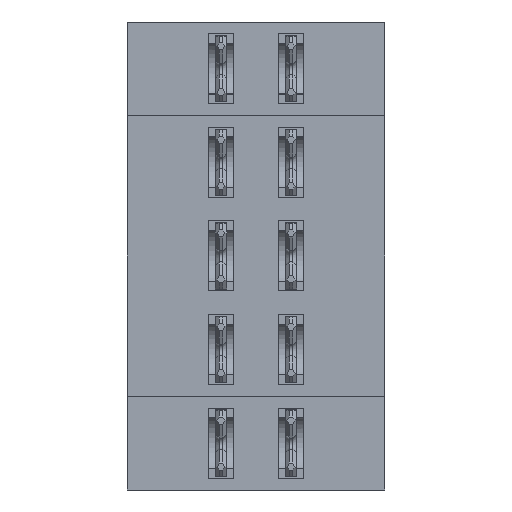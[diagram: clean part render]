
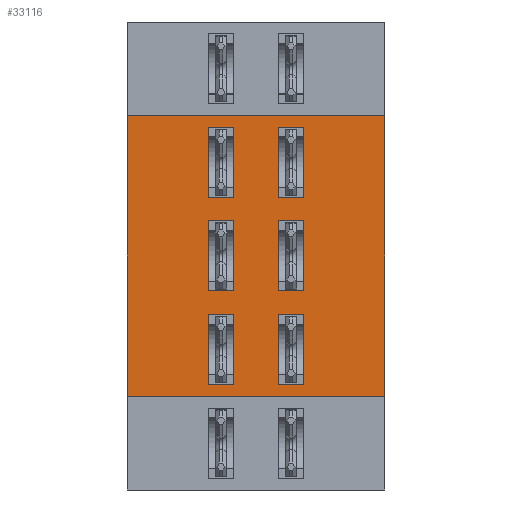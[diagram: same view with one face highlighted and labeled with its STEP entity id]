
A CAD part, front view. The second image highlights one B-rep face of the part: STEP entity #33116.
In plain terms, the highlighted planar face has unit normal (0, -1, 0).
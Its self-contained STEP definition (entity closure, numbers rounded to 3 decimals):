
#724=ORIENTED_EDGE('',*,*,#7998,.T.);
#725=ORIENTED_EDGE('',*,*,#7950,.F.);
#726=ORIENTED_EDGE('',*,*,#8043,.F.);
#727=ORIENTED_EDGE('',*,*,#8044,.T.);
#728=ORIENTED_EDGE('',*,*,#8021,.F.);
#729=ORIENTED_EDGE('',*,*,#8017,.F.);
#730=ORIENTED_EDGE('',*,*,#8028,.F.);
#731=ORIENTED_EDGE('',*,*,#8003,.F.);
#732=ORIENTED_EDGE('',*,*,#8045,.F.);
#733=ORIENTED_EDGE('',*,*,#8046,.F.);
#734=ORIENTED_EDGE('',*,*,#8047,.F.);
#735=ORIENTED_EDGE('',*,*,#8048,.F.);
#736=ORIENTED_EDGE('',*,*,#8049,.F.);
#737=ORIENTED_EDGE('',*,*,#8050,.F.);
#738=ORIENTED_EDGE('',*,*,#8051,.F.);
#739=ORIENTED_EDGE('',*,*,#8052,.F.);
#740=ORIENTED_EDGE('',*,*,#8053,.F.);
#741=ORIENTED_EDGE('',*,*,#8054,.F.);
#742=ORIENTED_EDGE('',*,*,#8055,.F.);
#743=ORIENTED_EDGE('',*,*,#8056,.F.);
#744=ORIENTED_EDGE('',*,*,#8057,.F.);
#745=ORIENTED_EDGE('',*,*,#8058,.F.);
#746=ORIENTED_EDGE('',*,*,#8059,.F.);
#747=ORIENTED_EDGE('',*,*,#8060,.F.);
#748=ORIENTED_EDGE('',*,*,#8061,.F.);
#749=ORIENTED_EDGE('',*,*,#8062,.F.);
#750=ORIENTED_EDGE('',*,*,#8063,.F.);
#751=ORIENTED_EDGE('',*,*,#8064,.F.);
#7950=EDGE_CURVE('',#11626,#11627,#14015,.T.);
#7998=EDGE_CURVE('',#11662,#11627,#14062,.T.);
#8003=EDGE_CURVE('',#11665,#11666,#14067,.T.);
#8017=EDGE_CURVE('',#11677,#11678,#14079,.T.);
#8021=EDGE_CURVE('',#11678,#11665,#14083,.T.);
#8028=EDGE_CURVE('',#11666,#11677,#14089,.T.);
#8043=EDGE_CURVE('',#11693,#11626,#14101,.T.);
#8044=EDGE_CURVE('',#11693,#11662,#14102,.T.);
#8045=EDGE_CURVE('',#11694,#11695,#14103,.T.);
#8046=EDGE_CURVE('',#11696,#11694,#14104,.T.);
#8047=EDGE_CURVE('',#11697,#11696,#14105,.T.);
#8048=EDGE_CURVE('',#11695,#11697,#14106,.T.);
#8049=EDGE_CURVE('',#11698,#11699,#14107,.T.);
#8050=EDGE_CURVE('',#11700,#11698,#14108,.T.);
#8051=EDGE_CURVE('',#11701,#11700,#14109,.T.);
#8052=EDGE_CURVE('',#11699,#11701,#14110,.T.);
#8053=EDGE_CURVE('',#11702,#11703,#14111,.T.);
#8054=EDGE_CURVE('',#11704,#11702,#14112,.T.);
#8055=EDGE_CURVE('',#11705,#11704,#14113,.T.);
#8056=EDGE_CURVE('',#11703,#11705,#14114,.T.);
#8057=EDGE_CURVE('',#11706,#11707,#14115,.T.);
#8058=EDGE_CURVE('',#11708,#11706,#14116,.T.);
#8059=EDGE_CURVE('',#11709,#11708,#14117,.T.);
#8060=EDGE_CURVE('',#11707,#11709,#14118,.T.);
#8061=EDGE_CURVE('',#11710,#11711,#14119,.T.);
#8062=EDGE_CURVE('',#11712,#11710,#14120,.T.);
#8063=EDGE_CURVE('',#11713,#11712,#14121,.T.);
#8064=EDGE_CURVE('',#11711,#11713,#14122,.T.);
#11626=VERTEX_POINT('',#42575);
#11627=VERTEX_POINT('',#42577);
#11662=VERTEX_POINT('',#42667);
#11665=VERTEX_POINT('',#42677);
#11666=VERTEX_POINT('',#42678);
#11677=VERTEX_POINT('',#42707);
#11678=VERTEX_POINT('',#42708);
#11693=VERTEX_POINT('',#42757);
#11694=VERTEX_POINT('',#42760);
#11695=VERTEX_POINT('',#42761);
#11696=VERTEX_POINT('',#42763);
#11697=VERTEX_POINT('',#42765);
#11698=VERTEX_POINT('',#42768);
#11699=VERTEX_POINT('',#42769);
#11700=VERTEX_POINT('',#42771);
#11701=VERTEX_POINT('',#42773);
#11702=VERTEX_POINT('',#42776);
#11703=VERTEX_POINT('',#42777);
#11704=VERTEX_POINT('',#42779);
#11705=VERTEX_POINT('',#42781);
#11706=VERTEX_POINT('',#42784);
#11707=VERTEX_POINT('',#42785);
#11708=VERTEX_POINT('',#42787);
#11709=VERTEX_POINT('',#42789);
#11710=VERTEX_POINT('',#42792);
#11711=VERTEX_POINT('',#42793);
#11712=VERTEX_POINT('',#42795);
#11713=VERTEX_POINT('',#42797);
#14015=LINE('',#42576,#17419);
#14062=LINE('',#42666,#17466);
#14067=LINE('',#42676,#17471);
#14079=LINE('',#42706,#17483);
#14083=LINE('',#42715,#17487);
#14089=LINE('',#42727,#17493);
#14101=LINE('',#42756,#17505);
#14102=LINE('',#42758,#17506);
#14103=LINE('',#42759,#17507);
#14104=LINE('',#42762,#17508);
#14105=LINE('',#42764,#17509);
#14106=LINE('',#42766,#17510);
#14107=LINE('',#42767,#17511);
#14108=LINE('',#42770,#17512);
#14109=LINE('',#42772,#17513);
#14110=LINE('',#42774,#17514);
#14111=LINE('',#42775,#17515);
#14112=LINE('',#42778,#17516);
#14113=LINE('',#42780,#17517);
#14114=LINE('',#42782,#17518);
#14115=LINE('',#42783,#17519);
#14116=LINE('',#42786,#17520);
#14117=LINE('',#42788,#17521);
#14118=LINE('',#42790,#17522);
#14119=LINE('',#42791,#17523);
#14120=LINE('',#42794,#17524);
#14121=LINE('',#42796,#17525);
#14122=LINE('',#42798,#17526);
#17419=VECTOR('',#36028,1000.);
#17466=VECTOR('',#36091,1000.);
#17471=VECTOR('',#36100,1000.);
#17483=VECTOR('',#36124,1000.);
#17487=VECTOR('',#36130,1000.);
#17493=VECTOR('',#36142,1000.);
#17505=VECTOR('',#36170,1000.);
#17506=VECTOR('',#36171,1000.);
#17507=VECTOR('',#36172,1000.);
#17508=VECTOR('',#36173,1000.);
#17509=VECTOR('',#36174,1000.);
#17510=VECTOR('',#36175,1000.);
#17511=VECTOR('',#36176,1000.);
#17512=VECTOR('',#36177,1000.);
#17513=VECTOR('',#36178,1000.);
#17514=VECTOR('',#36179,1000.);
#17515=VECTOR('',#36180,1000.);
#17516=VECTOR('',#36181,1000.);
#17517=VECTOR('',#36182,1000.);
#17518=VECTOR('',#36183,1000.);
#17519=VECTOR('',#36184,1000.);
#17520=VECTOR('',#36185,1000.);
#17521=VECTOR('',#36186,1000.);
#17522=VECTOR('',#36187,1000.);
#17523=VECTOR('',#36188,1000.);
#17524=VECTOR('',#36189,1000.);
#17525=VECTOR('',#36190,1000.);
#17526=VECTOR('',#36191,1000.);
#20733=EDGE_LOOP('',(#724,#725,#726,#727));
#20734=EDGE_LOOP('',(#728,#729,#730,#731));
#20735=EDGE_LOOP('',(#732,#733,#734,#735));
#20736=EDGE_LOOP('',(#736,#737,#738,#739));
#20737=EDGE_LOOP('',(#740,#741,#742,#743));
#20738=EDGE_LOOP('',(#744,#745,#746,#747));
#20739=EDGE_LOOP('',(#748,#749,#750,#751));
#22046=FACE_BOUND('',#20733,.T.);
#22047=FACE_BOUND('',#20734,.T.);
#22048=FACE_BOUND('',#20735,.T.);
#22049=FACE_BOUND('',#20736,.T.);
#22050=FACE_BOUND('',#20737,.T.);
#22051=FACE_BOUND('',#20738,.T.);
#22052=FACE_BOUND('',#20739,.T.);
#23359=PLANE('',#34374);
#33116=ADVANCED_FACE('',(#22046,#22047,#22048,#22049,#22050,#22051,#22052),
#23359,.F.);
#34374=AXIS2_PLACEMENT_3D('',#42755,#36168,#36169);
#36028=DIRECTION('',(-1.,0.,0.));
#36091=DIRECTION('',(0.,0.,-1.));
#36100=DIRECTION('',(-1.,0.,0.));
#36124=DIRECTION('',(1.,0.,0.));
#36130=DIRECTION('',(0.,0.,1.));
#36142=DIRECTION('',(0.,0.,-1.));
#36168=DIRECTION('',(0.,1.,0.));
#36169=DIRECTION('',(1.,0.,0.));
#36170=DIRECTION('',(0.,0.,-1.));
#36171=DIRECTION('',(-1.,0.,0.));
#36172=DIRECTION('',(1.,0.,0.));
#36173=DIRECTION('',(0.,0.,-1.));
#36174=DIRECTION('',(-1.,0.,0.));
#36175=DIRECTION('',(0.,0.,1.));
#36176=DIRECTION('',(0.,0.,1.));
#36177=DIRECTION('',(1.,0.,0.));
#36178=DIRECTION('',(0.,0.,-1.));
#36179=DIRECTION('',(-1.,0.,0.));
#36180=DIRECTION('',(1.,0.,0.));
#36181=DIRECTION('',(0.,0.,-1.));
#36182=DIRECTION('',(-1.,0.,0.));
#36183=DIRECTION('',(0.,0.,1.));
#36184=DIRECTION('',(0.,0.,1.));
#36185=DIRECTION('',(1.,0.,0.));
#36186=DIRECTION('',(0.,0.,-1.));
#36187=DIRECTION('',(-1.,0.,0.));
#36188=DIRECTION('',(1.,0.,0.));
#36189=DIRECTION('',(0.,0.,-1.));
#36190=DIRECTION('',(-1.,0.,0.));
#36191=DIRECTION('',(0.,0.,1.));
#42575=CARTESIAN_POINT('',(1.8,-16.35,0.));
#42576=CARTESIAN_POINT('',(1.8,-16.35,0.));
#42577=CARTESIAN_POINT('',(-5.2,-16.35,0.));
#42666=CARTESIAN_POINT('',(-5.2,-16.35,7.616));
#42667=CARTESIAN_POINT('',(-5.2,-16.35,7.62));
#42676=CARTESIAN_POINT('',(-1.7,-16.35,2.224));
#42677=CARTESIAN_POINT('',(-0.4,-16.35,2.224));
#42678=CARTESIAN_POINT('',(-1.1,-16.35,2.224));
#42706=CARTESIAN_POINT('',(-1.7,-16.35,0.324));
#42707=CARTESIAN_POINT('',(-1.1,-16.35,0.324));
#42708=CARTESIAN_POINT('',(-0.4,-16.35,0.324));
#42715=CARTESIAN_POINT('',(-0.4,-16.35,7.616));
#42727=CARTESIAN_POINT('',(-1.1,-16.35,7.616));
#42755=CARTESIAN_POINT('',(1.8,-16.35,7.616));
#42756=CARTESIAN_POINT('',(1.8,-16.35,7.616));
#42757=CARTESIAN_POINT('',(1.8,-16.35,7.62));
#42758=CARTESIAN_POINT('',(-1.7,-16.35,7.62));
#42759=CARTESIAN_POINT('',(-1.7,-16.35,0.324));
#42760=CARTESIAN_POINT('',(-3.,-16.35,0.324));
#42761=CARTESIAN_POINT('',(-2.3,-16.35,0.324));
#42762=CARTESIAN_POINT('',(-3.,-16.35,7.616));
#42763=CARTESIAN_POINT('',(-3.,-16.35,2.224));
#42764=CARTESIAN_POINT('',(-1.7,-16.35,2.224));
#42765=CARTESIAN_POINT('',(-2.3,-16.35,2.224));
#42766=CARTESIAN_POINT('',(-2.3,-16.35,7.616));
#42767=CARTESIAN_POINT('',(-0.4,-16.35,10.156));
#42768=CARTESIAN_POINT('',(-0.4,-16.35,2.864));
#42769=CARTESIAN_POINT('',(-0.4,-16.35,4.764));
#42770=CARTESIAN_POINT('',(-1.7,-16.35,2.864));
#42771=CARTESIAN_POINT('',(-1.1,-16.35,2.864));
#42772=CARTESIAN_POINT('',(-1.1,-16.35,10.156));
#42773=CARTESIAN_POINT('',(-1.1,-16.35,4.764));
#42774=CARTESIAN_POINT('',(-1.7,-16.35,4.764));
#42775=CARTESIAN_POINT('',(-1.7,-16.35,2.864));
#42776=CARTESIAN_POINT('',(-3.,-16.35,2.864));
#42777=CARTESIAN_POINT('',(-2.3,-16.35,2.864));
#42778=CARTESIAN_POINT('',(-3.,-16.35,10.156));
#42779=CARTESIAN_POINT('',(-3.,-16.35,4.764));
#42780=CARTESIAN_POINT('',(-1.7,-16.35,4.764));
#42781=CARTESIAN_POINT('',(-2.3,-16.35,4.764));
#42782=CARTESIAN_POINT('',(-2.3,-16.35,10.156));
#42783=CARTESIAN_POINT('',(-0.4,-16.35,12.696));
#42784=CARTESIAN_POINT('',(-0.4,-16.35,5.404));
#42785=CARTESIAN_POINT('',(-0.4,-16.35,7.304));
#42786=CARTESIAN_POINT('',(-1.7,-16.35,5.404));
#42787=CARTESIAN_POINT('',(-1.1,-16.35,5.404));
#42788=CARTESIAN_POINT('',(-1.1,-16.35,12.696));
#42789=CARTESIAN_POINT('',(-1.1,-16.35,7.304));
#42790=CARTESIAN_POINT('',(-1.7,-16.35,7.304));
#42791=CARTESIAN_POINT('',(-1.7,-16.35,5.404));
#42792=CARTESIAN_POINT('',(-3.,-16.35,5.404));
#42793=CARTESIAN_POINT('',(-2.3,-16.35,5.404));
#42794=CARTESIAN_POINT('',(-3.,-16.35,12.696));
#42795=CARTESIAN_POINT('',(-3.,-16.35,7.304));
#42796=CARTESIAN_POINT('',(-1.7,-16.35,7.304));
#42797=CARTESIAN_POINT('',(-2.3,-16.35,7.304));
#42798=CARTESIAN_POINT('',(-2.3,-16.35,12.696));
